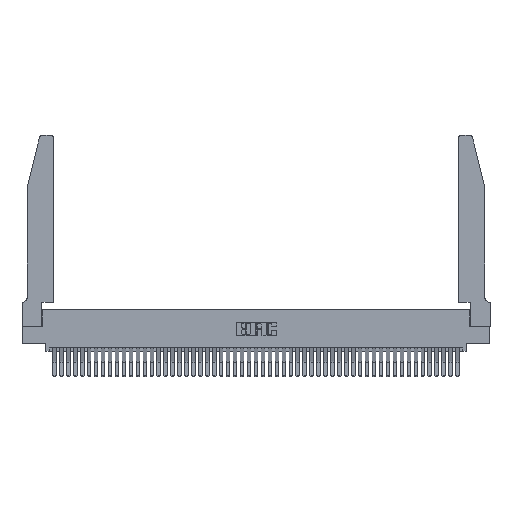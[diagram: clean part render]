
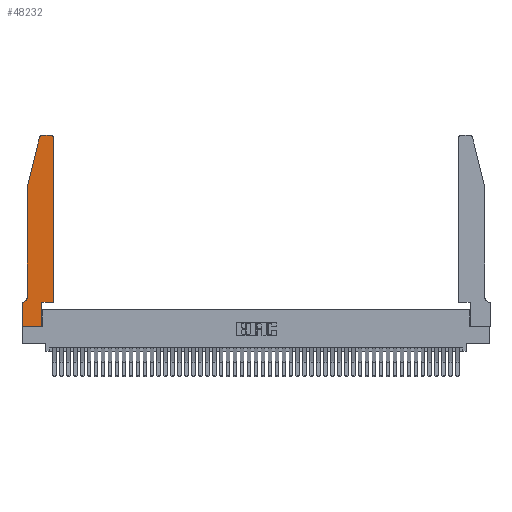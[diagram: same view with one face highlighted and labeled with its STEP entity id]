
A CAD part, top view. The second image highlights one B-rep face of the part: STEP entity #48232.
In plain terms, the highlighted planar face has unit normal (0, 0, 1).
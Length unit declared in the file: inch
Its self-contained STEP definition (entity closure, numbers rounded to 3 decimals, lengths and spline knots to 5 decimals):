
#411 = DIRECTION ( 'NONE',  ( 0., 0., 1. ) ) ;
#433 = EDGE_LOOP ( 'NONE', ( #27072, #14224, #13091, #10134, #43691, #16167, #26781, #20355, #10087, #13641, #36656, #24341 ) ) ;
#549 = DIRECTION ( 'NONE',  ( -0.239, -0.971, 0. ) ) ;
#1042 = CARTESIAN_POINT ( 'NONE',  ( 0., 0.35, 0.37 ) ) ;
#1693 = CARTESIAN_POINT ( 'NONE',  ( 0., 0.35, 0.37 ) ) ;
#2685 = DIRECTION ( 'NONE',  ( 1., 0., 0. ) ) ;
#3332 = DIRECTION ( 'NONE',  ( 0., 1., 0. ) ) ;
#3432 = CIRCLE ( 'NONE', #19368, 0.03 ) ;
#5036 = AXIS2_PLACEMENT_3D ( 'NONE', #40598, #18127, #44352 ) ;
#5123 = VECTOR ( 'NONE', #36593, 39.37008 ) ;
#9156 = EDGE_CURVE ( 'NONE', #13958, #43053, #23629, .T. ) ;
#9395 = CARTESIAN_POINT ( 'NONE',  ( 0.4205, 2.75, 0.37 ) ) ;
#9699 = AXIS2_PLACEMENT_3D ( 'NONE', #1042, #42783, #20306 ) ;
#10087 = ORIENTED_EDGE ( 'NONE', *, *, #32316, .T. ) ;
#10134 = ORIENTED_EDGE ( 'NONE', *, *, #26344, .T. ) ;
#10481 = CARTESIAN_POINT ( 'NONE',  ( 0.4505, 2.72, 0.37 ) ) ;
#11004 = DIRECTION ( 'NONE',  ( -1., 0., 0. ) ) ;
#11725 = LINE ( 'NONE', #23429, #31777 ) ;
#12131 = EDGE_CURVE ( 'NONE', #41424, #13958, #17533, .T. ) ;
#12513 = CARTESIAN_POINT ( 'NONE',  ( 0., 0., 0.37 ) ) ;
#13091 = ORIENTED_EDGE ( 'NONE', *, *, #18936, .T. ) ;
#13641 = ORIENTED_EDGE ( 'NONE', *, *, #12131, .T. ) ;
#13958 = VERTEX_POINT ( 'NONE', #35946 ) ;
#13959 = EDGE_CURVE ( 'NONE', #41989, #17300, #26806, .T. ) ;
#14224 = ORIENTED_EDGE ( 'NONE', *, *, #30024, .T. ) ;
#14637 = VECTOR ( 'NONE', #11004, 39.37008 ) ;
#15299 = LINE ( 'NONE', #47729, #5123 ) ;
#15765 = CARTESIAN_POINT ( 'NONE',  ( 0.2865, 0.35, 0.37 ) ) ;
#16167 = ORIENTED_EDGE ( 'NONE', *, *, #27068, .T. ) ;
#16498 = PLANE ( 'NONE',  #9699 ) ;
#16838 = VECTOR ( 'NONE', #43468, 39.37008 ) ;
#17130 = VERTEX_POINT ( 'NONE', #31503 ) ;
#17300 = VERTEX_POINT ( 'NONE', #21475 ) ;
#17484 = CARTESIAN_POINT ( 'NONE',  ( 0.284, 2.72, 0.37 ) ) ;
#17533 = LINE ( 'NONE', #29106, #46286 ) ;
#17842 = CARTESIAN_POINT ( 'NONE',  ( 0.25487, 2.72718, 0.37 ) ) ;
#18127 = DIRECTION ( 'NONE',  ( 0., 0., -1. ) ) ;
#18936 = EDGE_CURVE ( 'NONE', #45112, #23856, #11725, .T. ) ;
#19072 = EDGE_CURVE ( 'NONE', #19143, #17130, #34691, .T. ) ;
#19143 = VERTEX_POINT ( 'NONE', #9395 ) ;
#19368 = AXIS2_PLACEMENT_3D ( 'NONE', #23299, #411, #27074 ) ;
#19528 = EDGE_CURVE ( 'NONE', #42869, #41989, #44587, .T. ) ;
#19596 = DIRECTION ( 'NONE',  ( 0., 1., 0. ) ) ;
#19980 = LINE ( 'NONE', #15765, #38760 ) ;
#20306 = DIRECTION ( 'NONE',  ( 1., 0., 0. ) ) ;
#20355 = ORIENTED_EDGE ( 'NONE', *, *, #13959, .T. ) ;
#20480 = VERTEX_POINT ( 'NONE', #33894 ) ;
#21266 = DIRECTION ( 'NONE',  ( 1., 0., 0. ) ) ;
#21400 = CARTESIAN_POINT ( 'NONE',  ( 0.0755, 0.42, 0.37 ) ) ;
#21475 = CARTESIAN_POINT ( 'NONE',  ( 0.2865, 0., 0.37 ) ) ;
#23299 = CARTESIAN_POINT ( 'NONE',  ( 0.4205, 2.72, 0.37 ) ) ;
#23429 = CARTESIAN_POINT ( 'NONE',  ( 0.0755, 2., 0.37 ) ) ;
#23629 = LINE ( 'NONE', #48572, #33632 ) ;
#23856 = VERTEX_POINT ( 'NONE', #41012 ) ;
#23969 = CARTESIAN_POINT ( 'NONE',  ( 0.2865, 0.35, 0.37 ) ) ;
#24341 = ORIENTED_EDGE ( 'NONE', *, *, #38868, .T. ) ;
#26344 = EDGE_CURVE ( 'NONE', #23856, #45750, #15299, .T. ) ;
#26781 = ORIENTED_EDGE ( 'NONE', *, *, #19528, .T. ) ;
#26806 = LINE ( 'NONE', #32167, #16838 ) ;
#27068 = EDGE_CURVE ( 'NONE', #20480, #42869, #34654, .T. ) ;
#27072 = ORIENTED_EDGE ( 'NONE', *, *, #19072, .T. ) ;
#27074 = DIRECTION ( 'NONE',  ( 1., 0., 0. ) ) ;
#29106 = CARTESIAN_POINT ( 'NONE',  ( 0.4505, 0.35, 0.37 ) ) ;
#29810 = CARTESIAN_POINT ( 'NONE',  ( 0.0755, 0.35, 0.37 ) ) ;
#30024 = EDGE_CURVE ( 'NONE', #17130, #45112, #33070, .T. ) ;
#31503 = CARTESIAN_POINT ( 'NONE',  ( 0.284, 2.75, 0.37 ) ) ;
#31777 = VECTOR ( 'NONE', #549, 39.37008 ) ;
#32167 = CARTESIAN_POINT ( 'NONE',  ( 0., 0., 0.37 ) ) ;
#32256 = CIRCLE ( 'NONE', #5036, 0.07 ) ;
#32316 = EDGE_CURVE ( 'NONE', #17300, #41424, #19980, .T. ) ;
#33070 = CIRCLE ( 'NONE', #37698, 0.03 ) ;
#33632 = VECTOR ( 'NONE', #3332, 39.37008 ) ;
#33894 = CARTESIAN_POINT ( 'NONE',  ( 0.0055, 0.35, 0.37 ) ) ;
#34654 = LINE ( 'NONE', #29810, #14637 ) ;
#34691 = LINE ( 'NONE', #42803, #44631 ) ;
#35060 = DIRECTION ( 'NONE',  ( 0., -1., 0. ) ) ;
#35435 = DIRECTION ( 'NONE',  ( -1., 0., 0. ) ) ;
#35946 = CARTESIAN_POINT ( 'NONE',  ( 0.4505, 0.35, 0.37 ) ) ;
#36593 = DIRECTION ( 'NONE',  ( 0., -1., 0. ) ) ;
#36656 = ORIENTED_EDGE ( 'NONE', *, *, #9156, .T. ) ;
#37698 = AXIS2_PLACEMENT_3D ( 'NONE', #17484, #43721, #21266 ) ;
#38050 = CARTESIAN_POINT ( 'NONE',  ( 0., 0., 0.37 ) ) ;
#38760 = VECTOR ( 'NONE', #19596, 39.37008 ) ;
#38868 = EDGE_CURVE ( 'NONE', #43053, #19143, #3432, .T. ) ;
#40598 = CARTESIAN_POINT ( 'NONE',  ( 0.0055, 0.42, 0.37 ) ) ;
#41012 = CARTESIAN_POINT ( 'NONE',  ( 0.0755, 2., 0.37 ) ) ;
#41085 = EDGE_CURVE ( 'NONE', #45750, #20480, #32256, .T. ) ;
#41424 = VERTEX_POINT ( 'NONE', #23969 ) ;
#41989 = VERTEX_POINT ( 'NONE', #38050 ) ;
#42783 = DIRECTION ( 'NONE',  ( 0., 0., 1. ) ) ;
#42803 = CARTESIAN_POINT ( 'NONE',  ( 0.2605, 2.75, 0.37 ) ) ;
#42869 = VERTEX_POINT ( 'NONE', #1693 ) ;
#43053 = VERTEX_POINT ( 'NONE', #10481 ) ;
#43468 = DIRECTION ( 'NONE',  ( 1., 0., 0. ) ) ;
#43691 = ORIENTED_EDGE ( 'NONE', *, *, #41085, .T. ) ;
#43721 = DIRECTION ( 'NONE',  ( 0., 0., 1. ) ) ;
#44352 = DIRECTION ( 'NONE',  ( -1., 0., 0. ) ) ;
#44587 = LINE ( 'NONE', #12513, #45760 ) ;
#44631 = VECTOR ( 'NONE', #35435, 39.37008 ) ;
#45112 = VERTEX_POINT ( 'NONE', #17842 ) ;
#45750 = VERTEX_POINT ( 'NONE', #21400 ) ;
#45760 = VECTOR ( 'NONE', #35060, 39.37008 ) ;
#46286 = VECTOR ( 'NONE', #2685, 39.37008 ) ;
#47729 = CARTESIAN_POINT ( 'NONE',  ( 0.0755, 2., 0.37 ) ) ;
#48232 = ADVANCED_FACE ( 'NONE', ( #48513 ), #16498, .T. ) ;
#48513 = FACE_OUTER_BOUND ( 'NONE', #433, .T. ) ;
#48572 = CARTESIAN_POINT ( 'NONE',  ( 0.4505, 0.35, 0.37 ) ) ;
